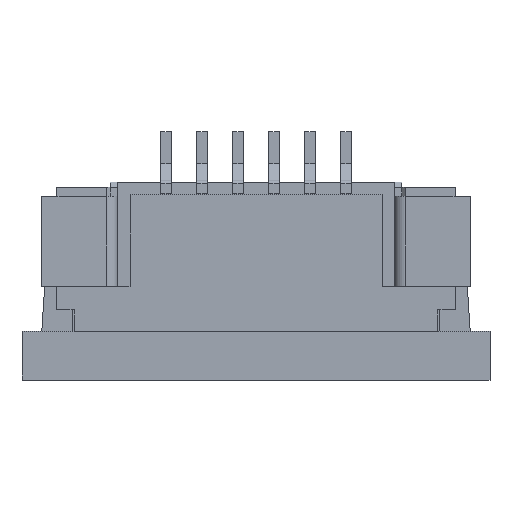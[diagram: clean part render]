
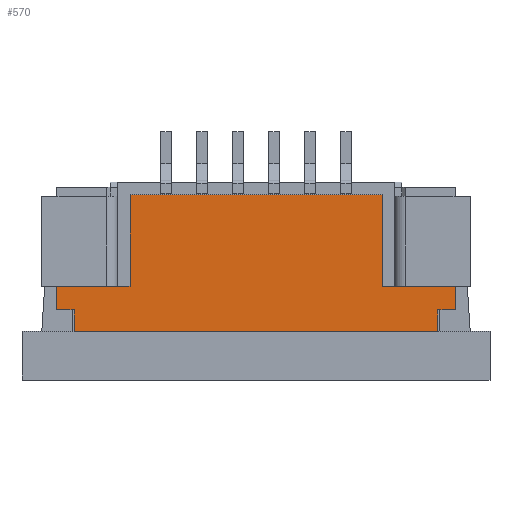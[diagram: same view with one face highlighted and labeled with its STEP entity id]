
A CAD part, top view. The second image highlights one B-rep face of the part: STEP entity #570.
In plain terms, the highlighted planar face has unit normal (0, 0, 1).
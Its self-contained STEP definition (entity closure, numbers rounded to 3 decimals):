
#570=ADVANCED_FACE('',(#2996),#2998,.T.);
#2996=FACE_BOUND('',#2997,.T.);
#2997=EDGE_LOOP('',(#4916,#4917,#4918,#4919,#4920,#4921,#4922,#4923,#4924,#4925,
#4926,#4927));
#2998=PLANE('',#2999);
#2999=AXIS2_PLACEMENT_3D('',#3000,#3001,#3002);
#3000=CARTESIAN_POINT('',(5.55,1.35,2.45));
#3001=DIRECTION('',(0.,-0.,1.));
#3002=DIRECTION('',(0.,1.,0.));
#4916=ORIENTED_EDGE('',*,*,#6385,.T.);
#4917=ORIENTED_EDGE('',*,*,#6387,.T.);
#4918=ORIENTED_EDGE('',*,*,#6388,.T.);
#4919=ORIENTED_EDGE('',*,*,#6389,.T.);
#4920=ORIENTED_EDGE('',*,*,#6390,.T.);
#4921=ORIENTED_EDGE('',*,*,#6391,.T.);
#4922=ORIENTED_EDGE('',*,*,#6392,.T.);
#4923=ORIENTED_EDGE('',*,*,#6393,.F.);
#4924=ORIENTED_EDGE('',*,*,#6394,.T.);
#4925=ORIENTED_EDGE('',*,*,#6395,.T.);
#4926=ORIENTED_EDGE('',*,*,#6348,.F.);
#4927=ORIENTED_EDGE('',*,*,#6339,.T.);
#6339=EDGE_CURVE('',#7158,#7168,#7170,.F.);
#6348=EDGE_CURVE('',#7158,#7186,#7187,.T.);
#6385=EDGE_CURVE('',#7168,#7254,#7255,.T.);
#6387=EDGE_CURVE('',#7254,#7257,#7258,.T.);
#6388=EDGE_CURVE('',#7257,#7259,#7260,.F.);
#6389=EDGE_CURVE('',#7259,#7261,#7262,.F.);
#6390=EDGE_CURVE('',#7261,#7263,#7264,.F.);
#6391=EDGE_CURVE('',#7263,#7265,#7266,.F.);
#6392=EDGE_CURVE('',#7265,#7267,#7268,.F.);
#6393=EDGE_CURVE('',#7269,#7267,#7270,.T.);
#6394=EDGE_CURVE('',#7269,#7271,#7272,.F.);
#6395=EDGE_CURVE('',#7271,#7186,#7273,.T.);
#7158=VERTEX_POINT('',#8358);
#7168=VERTEX_POINT('',#8378);
#7170=LINE('',#8382,#8383);
#7186=VERTEX_POINT('',#8416);
#7187=LINE('',#8417,#8418);
#7254=VERTEX_POINT('',#8558);
#7255=LINE('',#8559,#8560);
#7257=VERTEX_POINT('',#8565);
#7258=LINE('',#8566,#8567);
#7259=VERTEX_POINT('',#8569);
#7260=LINE('',#8570,#8571);
#7261=VERTEX_POINT('',#8573);
#7262=LINE('',#8574,#8575);
#7263=VERTEX_POINT('',#8577);
#7264=LINE('',#8578,#8579);
#7265=VERTEX_POINT('',#8581);
#7266=LINE('',#8582,#8583);
#7267=VERTEX_POINT('',#8585);
#7268=LINE('',#8586,#8587);
#7269=VERTEX_POINT('',#8589);
#7270=LINE('',#8590,#8591);
#7271=VERTEX_POINT('',#8593);
#7272=LINE('',#8594,#8595);
#7273=LINE('',#8597,#8598);
#8358=CARTESIAN_POINT('',(5.05,1.35,2.45));
#8378=CARTESIAN_POINT('',(5.05,1.95,2.45));
#8382=CARTESIAN_POINT('',(5.05,1.95,2.45));
#8383=VECTOR('',#8384,1.);
#8384=DIRECTION('',(0.,-1.,0.));
#8416=CARTESIAN_POINT('',(-5.05,1.35,2.45));
#8417=CARTESIAN_POINT('',(5.05,1.35,2.45));
#8418=VECTOR('',#8419,1.);
#8419=DIRECTION('',(-1.,0.,0.));
#8558=CARTESIAN_POINT('',(5.55,1.95,2.45));
#8559=CARTESIAN_POINT('',(5.05,1.95,2.45));
#8560=VECTOR('',#8561,1.);
#8561=DIRECTION('',(1.,0.,0.));
#8565=CARTESIAN_POINT('',(5.55,2.6,2.45));
#8566=CARTESIAN_POINT('',(5.55,1.95,2.45));
#8567=VECTOR('',#8568,1.);
#8568=DIRECTION('',(0.,1.,0.));
#8569=CARTESIAN_POINT('',(3.5,2.6,2.45));
#8570=CARTESIAN_POINT('',(3.5,2.6,2.45));
#8571=VECTOR('',#8572,1.);
#8572=DIRECTION('',(1.,0.,0.));
#8573=CARTESIAN_POINT('',(3.5,5.15,2.45));
#8574=CARTESIAN_POINT('',(3.5,5.15,2.45));
#8575=VECTOR('',#8576,1.);
#8576=DIRECTION('',(0.,-1.,0.));
#8577=CARTESIAN_POINT('',(-3.5,5.15,2.45));
#8578=CARTESIAN_POINT('',(-3.5,5.15,2.45));
#8579=VECTOR('',#8580,1.);
#8580=DIRECTION('',(1.,0.,0.));
#8581=CARTESIAN_POINT('',(-3.5,2.6,2.45));
#8582=CARTESIAN_POINT('',(-3.5,2.6,2.45));
#8583=VECTOR('',#8584,1.);
#8584=DIRECTION('',(0.,1.,0.));
#8585=CARTESIAN_POINT('',(-5.55,2.6,2.45));
#8586=CARTESIAN_POINT('',(-5.55,2.6,2.45));
#8587=VECTOR('',#8588,1.);
#8588=DIRECTION('',(1.,0.,0.));
#8589=CARTESIAN_POINT('',(-5.55,1.95,2.45));
#8590=CARTESIAN_POINT('',(-5.55,1.95,2.45));
#8591=VECTOR('',#8592,1.);
#8592=DIRECTION('',(0.,1.,0.));
#8593=CARTESIAN_POINT('',(-5.05,1.95,2.45));
#8594=CARTESIAN_POINT('',(-5.05,1.95,2.45));
#8595=VECTOR('',#8596,1.);
#8596=DIRECTION('',(-1.,0.,0.));
#8597=CARTESIAN_POINT('',(-5.05,1.95,2.45));
#8598=VECTOR('',#8599,1.);
#8599=DIRECTION('',(0.,-1.,0.));
